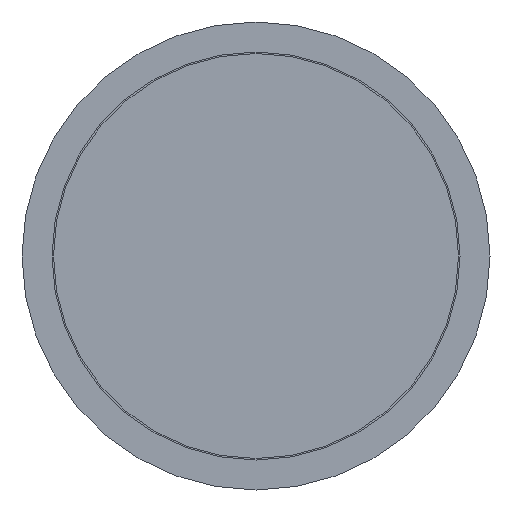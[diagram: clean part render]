
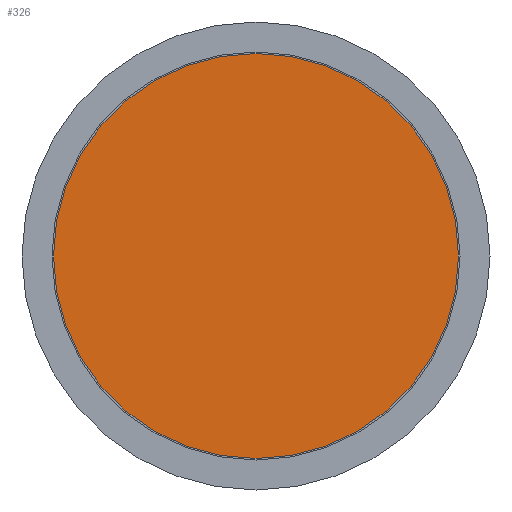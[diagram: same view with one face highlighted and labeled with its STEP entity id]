
A CAD part, front view. The second image highlights one B-rep face of the part: STEP entity #326.
In plain terms, the highlighted planar face has unit normal (0, -1, 0).
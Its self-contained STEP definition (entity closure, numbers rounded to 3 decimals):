
#114 = CARTESIAN_POINT ( 'NONE',  ( 0., 0., -33.75 ) ) ;
#128 = DIRECTION ( 'NONE',  ( 0., 0., 1. ) ) ;
#198 = ORIENTED_EDGE ( 'NONE', *, *, #310, .T. ) ;
#214 = PLANE ( 'NONE',  #551 ) ;
#243 = AXIS2_PLACEMENT_3D ( 'NONE', #333, #338, #254 ) ;
#254 = DIRECTION ( 'NONE',  ( 0., 0., -1. ) ) ;
#255 = CIRCLE ( 'NONE', #243, 33.75 ) ;
#264 = VERTEX_POINT ( 'NONE', #114 ) ;
#295 = CARTESIAN_POINT ( 'NONE',  ( -33.75, 0., 0. ) ) ;
#305 = EDGE_LOOP ( 'NONE', ( #198 ) ) ;
#310 = EDGE_CURVE ( 'NONE', #264, #264, #255, .T. ) ;
#326 = ADVANCED_FACE ( 'NONE', ( #428 ), #214, .F. ) ;
#333 = CARTESIAN_POINT ( 'NONE',  ( 0., 0., 0. ) ) ;
#338 = DIRECTION ( 'NONE',  ( 0., -1., 0. ) ) ;
#428 = FACE_OUTER_BOUND ( 'NONE', #305, .T. ) ;
#504 = DIRECTION ( 'NONE',  ( 0., 1., 0. ) ) ;
#551 = AXIS2_PLACEMENT_3D ( 'NONE', #295, #504, #128 ) ;
